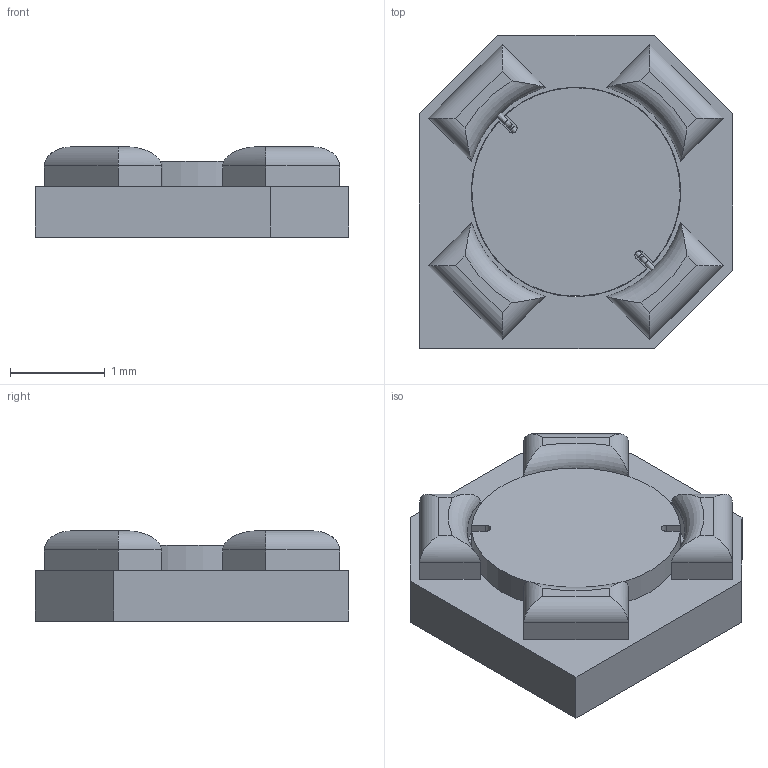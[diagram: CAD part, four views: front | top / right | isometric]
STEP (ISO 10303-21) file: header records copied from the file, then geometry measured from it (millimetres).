
FILE_DESCRIPTION( ( 'Unknown' ), '1' );
FILE_NAME( '744030220.stp', 'Unknown', ( 'Unknown' ), ( 'Unknown' ), 'XStep 1.0', 'Unknown', ' ' );
FILE_SCHEMA( ( 'automotive_design' ) );
Length unit declared in the file: millimetre
Products named in the file (9): Assem1; 744030220; L飆fl踄he
Bounding box: 3.3 x 3.3 x 0.95 mm (x, y, z)
Surface area: 104.5 mm2
Topology: 16 solids, 16 shells, 308 faces, 706 edges, 454 vertices
Faces by surface type: plane 194, cylinder 46, extrusion 32, bspline 28, torus 8
Full cylindrical faces by diameter (mm): 1 x2, 2.2 x2, 2.21 x2
Entity records: 7335 total; most frequent: CARTESIAN_POINT 3184, ORIENTED_EDGE 664, DIRECTION 504, EDGE_CURVE 332, VERTEX_POINT 224, EDGE_LOOP 186, FACE_OUTER_BOUND 172, AXIS2_PLACEMENT_3D 169
